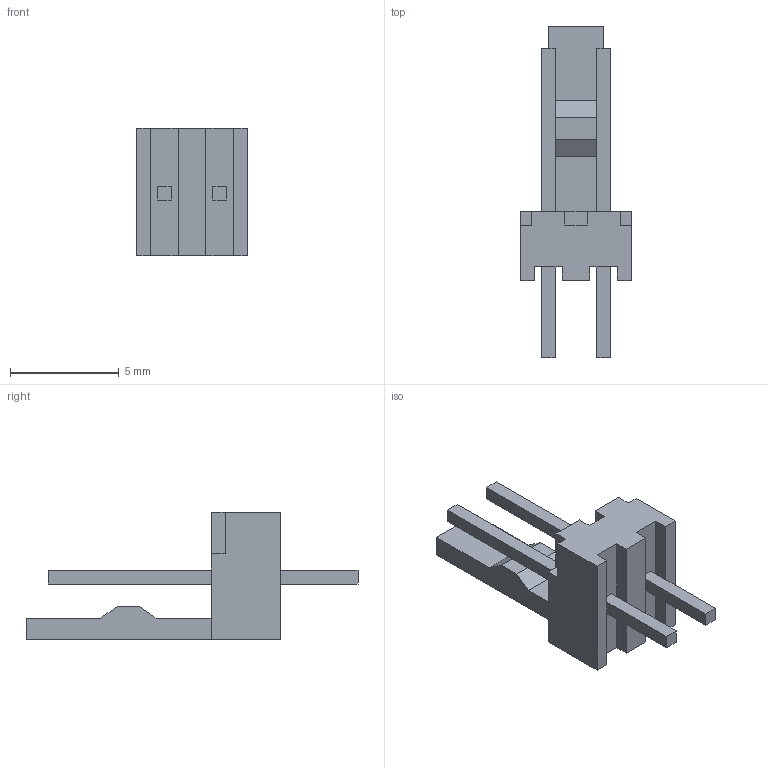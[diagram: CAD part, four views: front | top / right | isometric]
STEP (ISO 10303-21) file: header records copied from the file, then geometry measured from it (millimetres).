
FILE_DESCRIPTION (( 'STEP AP214' ), '1' );
FILE_NAME ('User Library-molex kk 0.1in latching 2 way vertical header.STEP', '2019-06-18T11:07:30', ( '' ), ( '' ), 'SwSTEP 2.0', 'SolidWorks 2019', '' );
FILE_SCHEMA (( 'AUTOMOTIVE_DESIGN' ));
Length unit declared in the file: inch
Products named in the file (1): User Library-molex kk 0.1in latching 2 way vertical header
Bounding box: 5.08 x 15.24 x 5.84 mm (x, y, z)
Volume: 115.6 mm3; surface area: 264.9 mm2
Topology: 1 solids, 1 shells, 52 faces, 138 edges, 92 vertices
Faces by surface type: plane 52
Entity records: 1882 total; most frequent: CARTESIAN_POINT 283, ORIENTED_EDGE 276, DIRECTION 244, LINE 138, VECTOR 138, EDGE_CURVE 138, VERTEX_POINT 92, EDGE_LOOP 56
